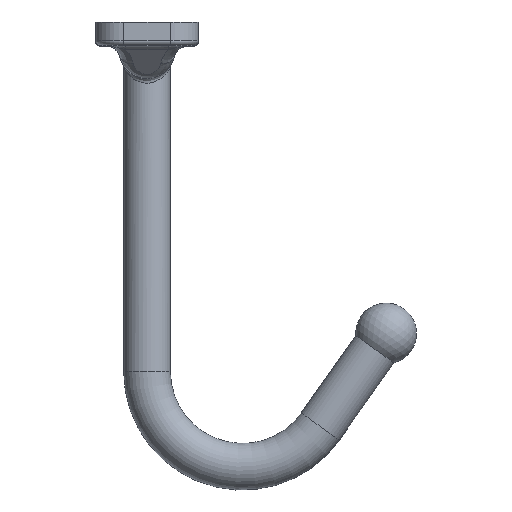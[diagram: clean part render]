
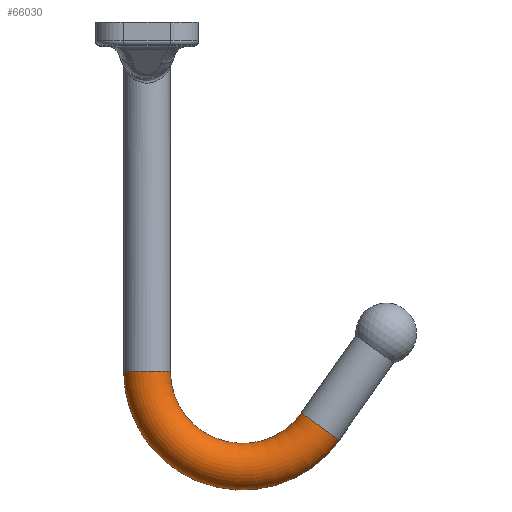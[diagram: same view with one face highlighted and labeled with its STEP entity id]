
A CAD part, top view. The second image highlights one B-rep face of the part: STEP entity #66030.
In plain terms, the highlighted toroidal (fillet/blend) face has major radius 10.2 mm and minor radius 2.5 mm.
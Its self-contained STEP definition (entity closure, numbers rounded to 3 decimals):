
#62380=CARTESIAN_POINT('',(41.25,63.484,-74.4));
#62390=VERTEX_POINT('',#62380);
#62420=CARTESIAN_POINT('',(42.694,65.525,-74.4));
#62430=DIRECTION('',(0.816,-0.578,0.));
#62440=DIRECTION('',(-0.578,-0.816,0.));
#62450=AXIS2_PLACEMENT_3D('',#62420,#62430,#62440);
#62460=CIRCLE('',#62450,2.5);
#62470=CARTESIAN_POINT('',(44.139,67.565,-74.4));
#62480=VERTEX_POINT('',#62470);
#62710=CARTESIAN_POINT('',(36.8,49.5,-74.4));
#62720=VERTEX_POINT('',#62710);
#65640=CARTESIAN_POINT('',(36.8,44.5,-74.4));
#65650=VERTEX_POINT('',#65640);
#65680=CARTESIAN_POINT('',(36.8,47.,-74.4));
#65690=DIRECTION('',(1.,0.,0.));
#65700=DIRECTION('',(0.,1.,0.));
#65710=AXIS2_PLACEMENT_3D('',#65680,#65690,#65700);
#65720=CIRCLE('',#65710,2.5);
#65780=CARTESIAN_POINT('',(36.8,57.2,-74.4));
#65790=DIRECTION('',(0.,0.,1.));
#65800=DIRECTION('',(0.,-1.,0.));
#65810=AXIS2_PLACEMENT_3D('',#65780,#65790,#65800);
#65820=TOROIDAL_SURFACE('',#65810,10.2,2.5);
#65830=CARTESIAN_POINT('',(36.8,57.2,-74.4));
#65840=DIRECTION('',(0.,0.,1.));
#65850=DIRECTION('',(0.,-1.,0.));
#65860=AXIS2_PLACEMENT_3D('',#65830,#65840,#65850);
#65870=CIRCLE('',#65860,12.7);
#65880=EDGE_CURVE('',#65650,#62480,#65870,.T.);
#65890=ORIENTED_EDGE('',*,*,#65880,.T.);
#65900=EDGE_CURVE('',#62720,#65650,#65720,.T.);
#65910=ORIENTED_EDGE('',*,*,#65900,.T.);
#65920=CARTESIAN_POINT('',(36.8,57.2,-74.4));
#65930=DIRECTION('',(0.,0.,1.));
#65940=DIRECTION('',(0.,-1.,0.));
#65950=AXIS2_PLACEMENT_3D('',#65920,#65930,#65940);
#65960=CIRCLE('',#65950,7.7);
#65970=EDGE_CURVE('',#62720,#62390,#65960,.T.);
#65980=ORIENTED_EDGE('',*,*,#65970,.F.);
#65990=EDGE_CURVE('',#62480,#62390,#62460,.T.);
#66000=ORIENTED_EDGE('',*,*,#65990,.T.);
#66010=EDGE_LOOP('',(#66000,#65980,#65910,#65890));
#66020=FACE_OUTER_BOUND('',#66010,.T.);
#66030=ADVANCED_FACE('',(#66020),#65820,.T.);
